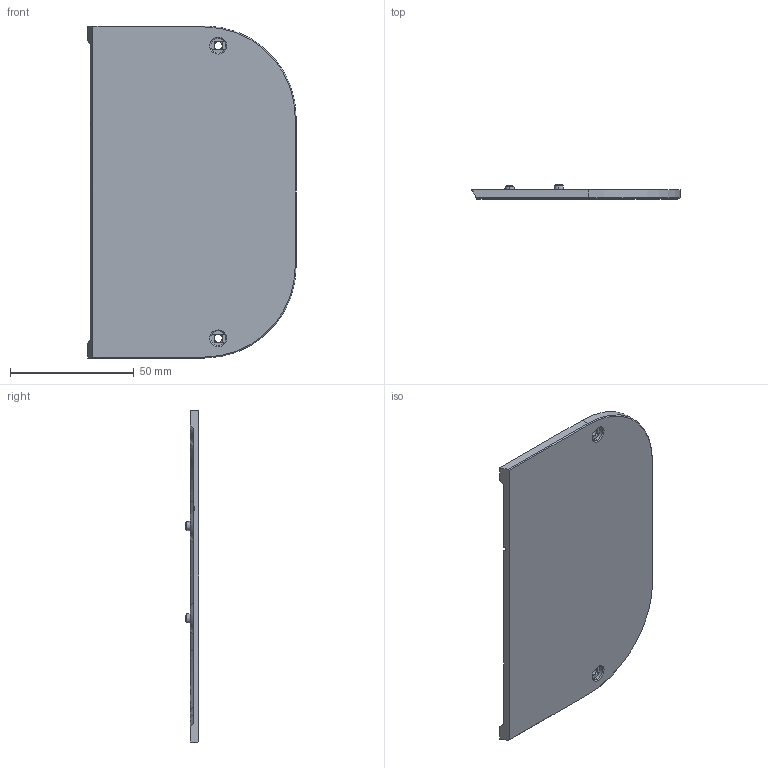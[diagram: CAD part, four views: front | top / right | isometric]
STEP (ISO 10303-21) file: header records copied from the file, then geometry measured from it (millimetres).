
FILE_DESCRIPTION (( 'STEP AP214' ), '1' );
FILE_NAME ('BubbleBox V4 Split Case BP Left Clipless.STEP', '2023-03-24T03:18:31', ( '' ), ( '' ), 'SwSTEP 2.0', 'SolidWorks 2022', '' );
FILE_SCHEMA (( 'AUTOMOTIVE_DESIGN' ));
Length unit declared in the file: millimetre
Products named in the file (1): BubbleBox V4 Split Case BP Left Clipless
Bounding box: 84.02 x 5.6 x 133.88 mm (x, y, z)
Volume: 24176.3 mm3; surface area: 22508.8 mm2
Topology: 1 solids, 1 shells, 99 faces, 243 edges, 158 vertices
Faces by surface type: plane 44, cone 30, cylinder 25
Entity records: 2991 total; most frequent: DIRECTION 549, CARTESIAN_POINT 507, ORIENTED_EDGE 486, EDGE_CURVE 243, AXIS2_PLACEMENT_3D 208, VERTEX_POINT 158, LINE 133, VECTOR 133
